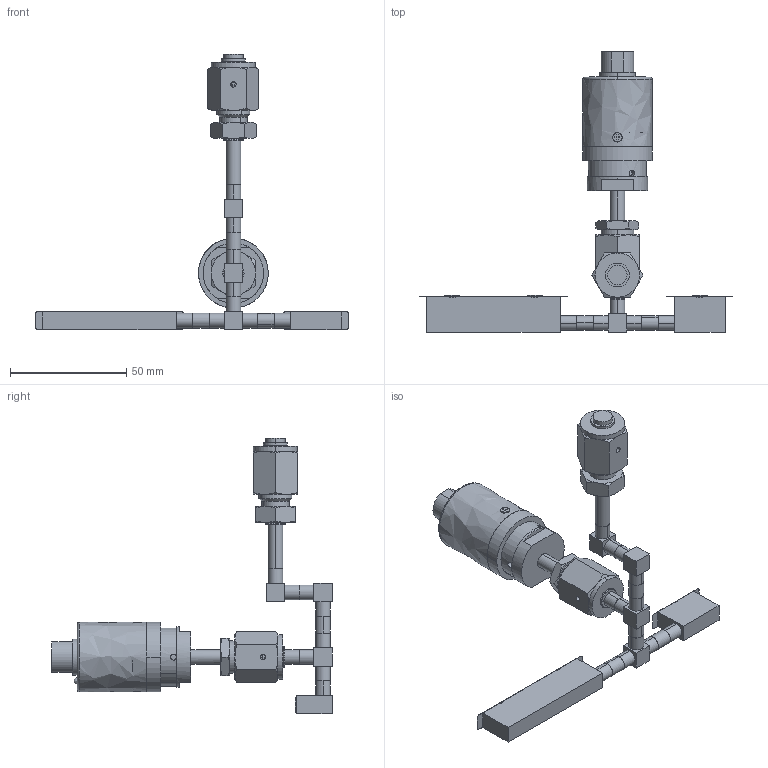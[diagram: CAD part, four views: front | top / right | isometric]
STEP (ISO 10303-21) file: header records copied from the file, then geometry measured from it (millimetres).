
FILE_DESCRIPTION (( 'STEP AP214' ), '1' );
FILE_NAME ('A0000002659.STEP', '2025-11-04T09:09:23', ( 'Microsoft' ), ( 'Microsoft' ), 'SwSTEP 2.0', 'SolidWorks 2025', '' );
FILE_SCHEMA (( 'AUTOMOTIVE_DESIGN' ));
Length unit declared in the file: millimetre
Products named in the file (16): 100001020423_Fujikin-Male Nut-4; P0000006486_7.23; 100001020944; 100001020941; 100001020576; 101000092546; A0000002659; 100001020946; P0000006486_7.29; A0000004846; 101000051728; 100001020943; 100001060025; 100001020385_Fujikin-Female Nut-4; 101000092549; 100001020546_Fujikin-VCR Cap-4
Assembly tree (21 placements, depth 3):
  A0000002659
    A0000004846
      101000092546
      101000092549
      100001020423_Fujikin-Male Nut-4
      100001020943  x2
      100001020946
      100001020385_Fujikin-Female Nut-4
      P0000006486_7.23  x2
      100001020944  x2
      P0000006486_7.29
      100001020941
    100001060025  x3
    100001020576  x2
    100001020546_Fujikin-VCR Cap-4
    101000051728
Bounding box: 134.95 x 120.78 x 118.7 mm (x, y, z)
Volume: 40718.5 mm3; surface area: 38976 mm2
Topology: 25 solids, 25 shells, 962 faces, 2382 edges, 1520 vertices
Faces by surface type: cylinder 366, plane 253, bspline 200, cone 128, torus 8, sphere 7
Entity records: 29902 total; most frequent: CARTESIAN_POINT 13092, ORIENTED_EDGE 3754, DIRECTION 2968, EDGE_CURVE 1877, VERTEX_POINT 1199, AXIS2_PLACEMENT_3D 1198, EDGE_LOOP 904, ADVANCED_FACE 780
